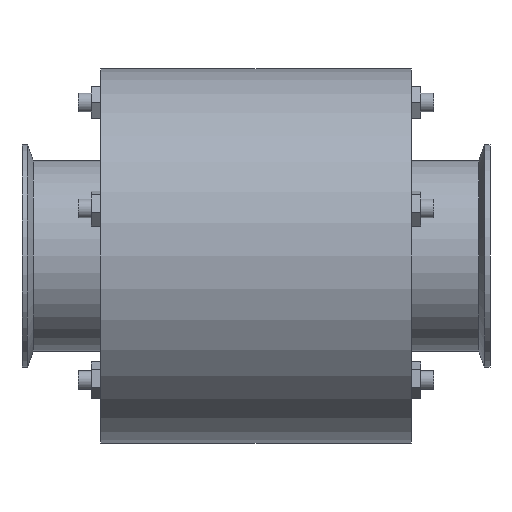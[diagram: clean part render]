
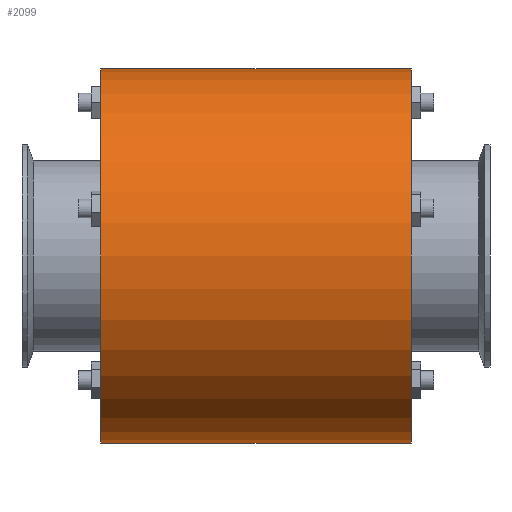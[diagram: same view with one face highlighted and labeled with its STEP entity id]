
A CAD part, front view. The second image highlights one B-rep face of the part: STEP entity #2099.
In plain terms, the highlighted cylindrical face has radius 100 mm (diameter 200 mm), a full revolution.
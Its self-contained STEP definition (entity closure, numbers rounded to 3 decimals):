
#42=CYLINDRICAL_SURFACE('',#2287,100.);
#130=CIRCLE('',#2285,100.);
#132=CIRCLE('',#2288,100.);
#248=FACE_OUTER_BOUND('',#402,.T.);
#402=EDGE_LOOP('',(#1769,#1770,#1771,#1772));
#613=LINE('',#3386,#822);
#822=VECTOR('',#2833,100.);
#992=VERTEX_POINT('',#3379);
#994=VERTEX_POINT('',#3384);
#1251=EDGE_CURVE('',#992,#992,#130,.T.);
#1253=EDGE_CURVE('',#994,#994,#132,.T.);
#1254=EDGE_CURVE('',#994,#992,#613,.T.);
#1769=ORIENTED_EDGE('',*,*,#1253,.F.);
#1770=ORIENTED_EDGE('',*,*,#1254,.T.);
#1771=ORIENTED_EDGE('',*,*,#1251,.T.);
#1772=ORIENTED_EDGE('',*,*,#1254,.F.);
#2099=ADVANCED_FACE('',(#248),#42,.T.);
#2285=AXIS2_PLACEMENT_3D('',#3380,#2825,#2826);
#2287=AXIS2_PLACEMENT_3D('',#3383,#2829,#2830);
#2288=AXIS2_PLACEMENT_3D('',#3385,#2831,#2832);
#2825=DIRECTION('center_axis',(1.,0.,0.));
#2826=DIRECTION('ref_axis',(0.,1.,0.));
#2829=DIRECTION('center_axis',(1.,0.,0.));
#2830=DIRECTION('ref_axis',(0.,1.,0.));
#2831=DIRECTION('center_axis',(1.,0.,0.));
#2832=DIRECTION('ref_axis',(0.,1.,0.));
#2833=DIRECTION('',(-1.,0.,0.));
#3379=CARTESIAN_POINT('',(-83.,-100.,0.));
#3380=CARTESIAN_POINT('Origin',(-83.,0.,0.));
#3383=CARTESIAN_POINT('Origin',(41.5,0.,0.));
#3384=CARTESIAN_POINT('',(83.,-100.,0.));
#3385=CARTESIAN_POINT('Origin',(83.,0.,0.));
#3386=CARTESIAN_POINT('',(41.5,-100.,0.));
